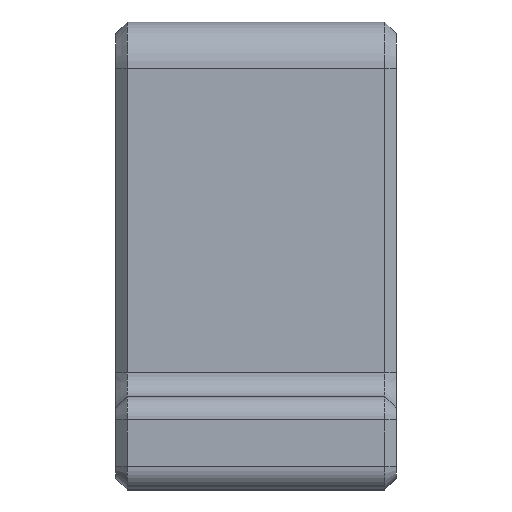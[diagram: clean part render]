
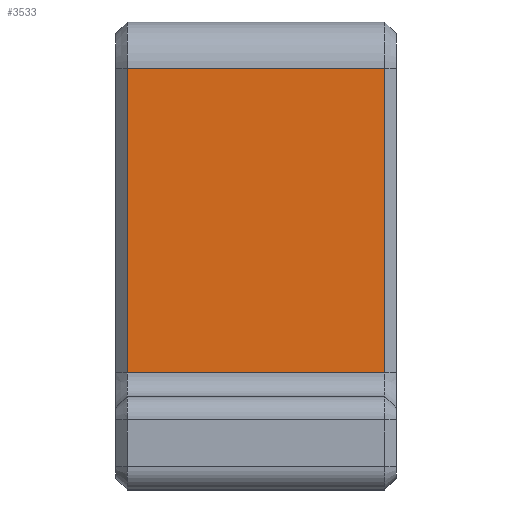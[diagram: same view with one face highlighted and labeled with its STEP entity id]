
A CAD part, left-side view. The second image highlights one B-rep face of the part: STEP entity #3533.
In plain terms, the highlighted planar face has unit normal (-1, 0, 0).
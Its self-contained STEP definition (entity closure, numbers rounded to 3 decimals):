
#221 = ORIENTED_EDGE ( 'NONE', *, *, #1140, .T. ) ;
#283 = LINE ( 'NONE', #3083, #328 ) ;
#325 = ORIENTED_EDGE ( 'NONE', *, *, #2320, .T. ) ;
#328 = VECTOR ( 'NONE', #3356, 1000. ) ;
#407 = EDGE_LOOP ( 'NONE', ( #325, #983, #221, #3310 ) ) ;
#423 = DIRECTION ( 'NONE',  ( 0., -1., 0. ) ) ;
#730 = PLANE ( 'NONE',  #3294 ) ;
#781 = CARTESIAN_POINT ( 'NONE',  ( -15.9, 5.5, -5. ) ) ;
#980 = DIRECTION ( 'NONE',  ( 0., 0., -1. ) ) ;
#983 = ORIENTED_EDGE ( 'NONE', *, *, #3385, .T. ) ;
#1140 = EDGE_CURVE ( 'NONE', #1294, #1221, #2695, .T. ) ;
#1197 = VECTOR ( 'NONE', #2289, 1000. ) ;
#1221 = VERTEX_POINT ( 'NONE', #1590 ) ;
#1294 = VERTEX_POINT ( 'NONE', #3270 ) ;
#1298 = DIRECTION ( 'NONE',  ( 0., 1., 0. ) ) ;
#1549 = FACE_OUTER_BOUND ( 'NONE', #407, .T. ) ;
#1590 = CARTESIAN_POINT ( 'NONE',  ( -15.9, 5.5, 8. ) ) ;
#1762 = CARTESIAN_POINT ( 'NONE',  ( -15.9, -5.5, 10. ) ) ;
#1897 = VERTEX_POINT ( 'NONE', #3181 ) ;
#1976 = VECTOR ( 'NONE', #1298, 1000. ) ;
#2289 = DIRECTION ( 'NONE',  ( 0., 0., 1. ) ) ;
#2311 = CARTESIAN_POINT ( 'NONE',  ( -15.9, 6., 10. ) ) ;
#2320 = EDGE_CURVE ( 'NONE', #2684, #1897, #2605, .T. ) ;
#2356 = CARTESIAN_POINT ( 'NONE',  ( -15.9, 6., 8. ) ) ;
#2379 = LINE ( 'NONE', #1762, #1197 ) ;
#2605 = LINE ( 'NONE', #3425, #3121 ) ;
#2684 = VERTEX_POINT ( 'NONE', #781 ) ;
#2695 = LINE ( 'NONE', #2356, #1976 ) ;
#3083 = CARTESIAN_POINT ( 'NONE',  ( -15.9, 5.5, -5. ) ) ;
#3121 = VECTOR ( 'NONE', #423, 1000. ) ;
#3181 = CARTESIAN_POINT ( 'NONE',  ( -15.9, -5.5, -5. ) ) ;
#3270 = CARTESIAN_POINT ( 'NONE',  ( -15.9, -5.5, 8. ) ) ;
#3294 = AXIS2_PLACEMENT_3D ( 'NONE', #2311, #3447, #980 ) ;
#3310 = ORIENTED_EDGE ( 'NONE', *, *, #3444, .T. ) ;
#3356 = DIRECTION ( 'NONE',  ( 0., 0., -1. ) ) ;
#3385 = EDGE_CURVE ( 'NONE', #1897, #1294, #2379, .T. ) ;
#3425 = CARTESIAN_POINT ( 'NONE',  ( -15.9, -6., -5. ) ) ;
#3444 = EDGE_CURVE ( 'NONE', #1221, #2684, #283, .T. ) ;
#3447 = DIRECTION ( 'NONE',  ( 1., 0., 0. ) ) ;
#3533 = ADVANCED_FACE ( 'NONE', ( #1549 ), #730, .F. ) ;
